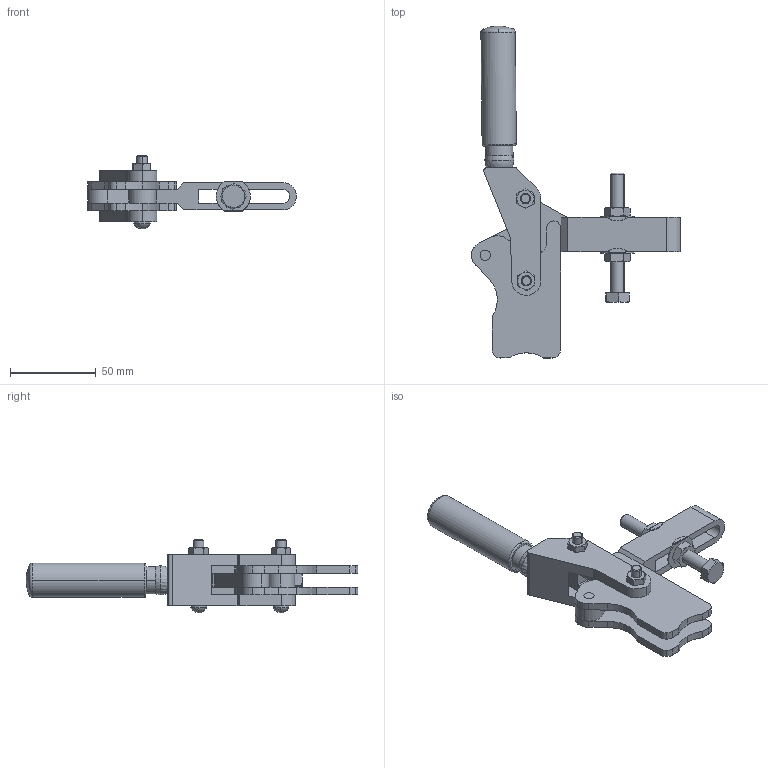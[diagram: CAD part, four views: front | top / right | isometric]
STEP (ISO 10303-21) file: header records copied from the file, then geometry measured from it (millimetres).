
FILE_DESCRIPTION((''),'2;1');
FILE_NAME('M18U.stp','2006-07-12T08:06:21',('Matthew'),(''),'Autodesk Inventor 8','Autodesk Inventor 8','');
FILE_SCHEMA(('AUTOMOTIVE_DESIGN { 1 0 10303 214 1 1 1 1 }'));
Length unit declared in the file: millimetre
Products named in the file (7): M18U; M18U1; M18U2; M18U3; M18U4; M18U5; M18U6
Assembly tree (6 placements, depth 2):
  M18U
    M18U1
    M18U2
    M18U3
    M18U4
    M18U5
    M18U6
Bounding box: 122 x 193.84 x 43 mm (x, y, z)
Volume: 110216.3 mm3; surface area: 47047.4 mm2
Topology: 7 solids, 7 shells, 318 faces, 803 edges, 513 vertices
Faces by surface type: cylinder 128, plane 109, cone 62, bspline 8, sphere 7, torus 4
Entity records: 9952 total; most frequent: CARTESIAN_POINT 2105, DIRECTION 1696, ORIENTED_EDGE 1596, EDGE_CURVE 798, AXIS2_PLACEMENT_3D 676, VERTEX_POINT 512, EDGE_LOOP 358, CIRCLE 345
